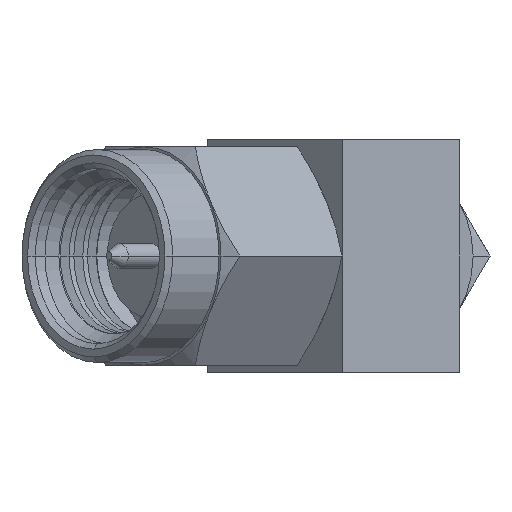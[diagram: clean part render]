
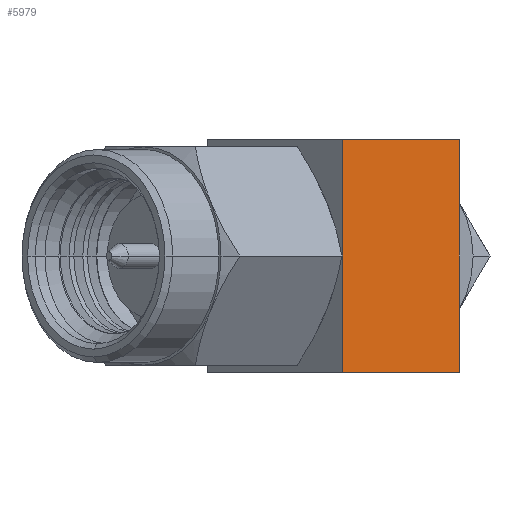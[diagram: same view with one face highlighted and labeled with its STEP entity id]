
A CAD part, left-side view. The second image highlights one B-rep face of the part: STEP entity #5979.
In plain terms, the highlighted planar face has unit normal (-0.707, -0.707, 0).
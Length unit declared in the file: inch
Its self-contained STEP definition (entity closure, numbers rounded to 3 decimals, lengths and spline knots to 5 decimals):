
#135 = DIRECTION ( 'NONE',  ( 0., 0., 1. ) ) ;
#232 = VECTOR ( 'NONE', #724, 39.37008 ) ;
#318 = FACE_OUTER_BOUND ( 'NONE', #1314, .T. ) ;
#724 = DIRECTION ( 'NONE',  ( 0.707, -0.707, 0. ) ) ;
#1213 = ORIENTED_EDGE ( 'NONE', *, *, #3161, .F. ) ;
#1314 = EDGE_LOOP ( 'NONE', ( #4485, #1213, #5552, #5010 ) ) ;
#1344 = CARTESIAN_POINT ( 'NONE',  ( -0.05707, -0.1378, 0.16732 ) ) ;
#1690 = CARTESIAN_POINT ( 'NONE',  ( -0.05707, -0.1378, -0.16732 ) ) ;
#2147 = CARTESIAN_POINT ( 'NONE',  ( -0.22549, 0.03062, 0.16732 ) ) ;
#2305 = CARTESIAN_POINT ( 'NONE',  ( -0.22549, 0.03062, -0.16732 ) ) ;
#2534 = VERTEX_POINT ( 'NONE', #3862 ) ;
#2633 = CARTESIAN_POINT ( 'NONE',  ( -0.22549, 0.03062, -0.16732 ) ) ;
#2877 = EDGE_CURVE ( 'NONE', #2534, #4925, #3439, .T. ) ;
#3161 = EDGE_CURVE ( 'NONE', #6150, #4668, #5598, .T. ) ;
#3263 = LINE ( 'NONE', #2633, #5025 ) ;
#3439 = LINE ( 'NONE', #2305, #6238 ) ;
#3518 = EDGE_CURVE ( 'NONE', #4925, #4668, #5060, .T. ) ;
#3799 = PLANE ( 'NONE',  #5360 ) ;
#3832 = CARTESIAN_POINT ( 'NONE',  ( -0.22549, 0.03062, -0.16732 ) ) ;
#3862 = CARTESIAN_POINT ( 'NONE',  ( -0.22549, 0.03062, -0.16732 ) ) ;
#4243 = DIRECTION ( 'NONE',  ( -0.707, 0.707, 0. ) ) ;
#4485 = ORIENTED_EDGE ( 'NONE', *, *, #3518, .T. ) ;
#4506 = EDGE_CURVE ( 'NONE', #2534, #6150, #3263, .T. ) ;
#4655 = DIRECTION ( 'NONE',  ( 0., 0., 1. ) ) ;
#4668 = VERTEX_POINT ( 'NONE', #1344 ) ;
#4861 = CARTESIAN_POINT ( 'NONE',  ( -0.22549, 0.03062, 0.16732 ) ) ;
#4925 = VERTEX_POINT ( 'NONE', #1690 ) ;
#5010 = ORIENTED_EDGE ( 'NONE', *, *, #2877, .T. ) ;
#5025 = VECTOR ( 'NONE', #4655, 39.37008 ) ;
#5059 = VECTOR ( 'NONE', #135, 39.37008 ) ;
#5060 = LINE ( 'NONE', #6039, #5059 ) ;
#5313 = DIRECTION ( 'NONE',  ( 0.707, -0.707, 0. ) ) ;
#5360 = AXIS2_PLACEMENT_3D ( 'NONE', #3832, #5776, #4243 ) ;
#5552 = ORIENTED_EDGE ( 'NONE', *, *, #4506, .F. ) ;
#5598 = LINE ( 'NONE', #2147, #232 ) ;
#5776 = DIRECTION ( 'NONE',  ( -0.707, -0.707, 0. ) ) ;
#5979 = ADVANCED_FACE ( 'NONE', ( #318 ), #3799, .T. ) ;
#6039 = CARTESIAN_POINT ( 'NONE',  ( -0.05707, -0.1378, -0.16732 ) ) ;
#6150 = VERTEX_POINT ( 'NONE', #4861 ) ;
#6238 = VECTOR ( 'NONE', #5313, 39.37008 ) ;
